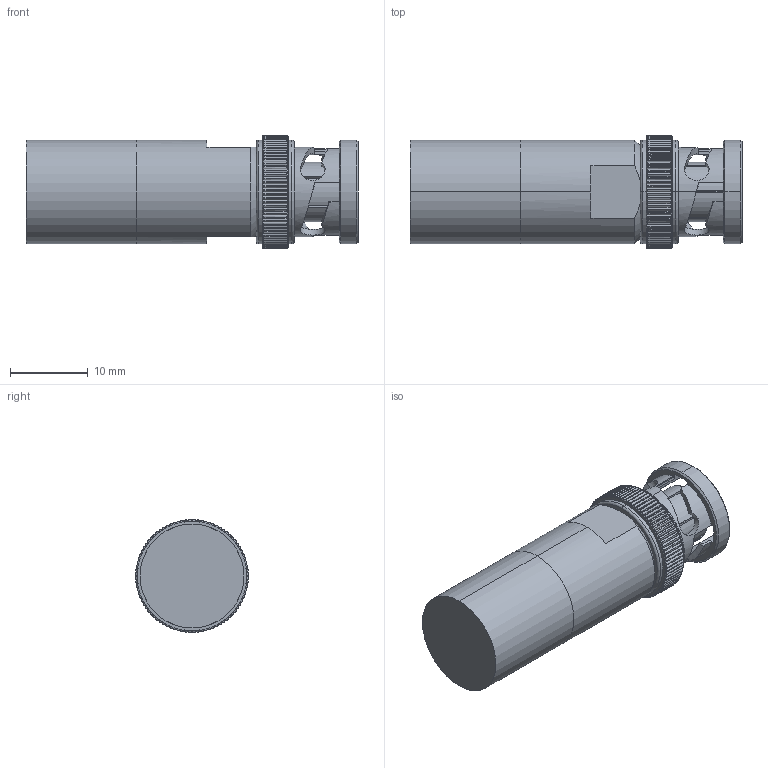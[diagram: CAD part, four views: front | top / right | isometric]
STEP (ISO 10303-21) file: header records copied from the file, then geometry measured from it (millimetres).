
FILE_DESCRIPTION (( 'STEP AP214' ), '1' );
FILE_NAME ('FMTR10-06403-037_3D.step', '2023-09-20T23:31:35', ( '' ), ( '' ), 'SwSTEP 2.0', 'SolidWorks 2022', '' );
FILE_SCHEMA (( 'AUTOMOTIVE_DESIGN' ));
Length unit declared in the file: inch
Products named in the file (4): 10-08030-036-MA1; 10-08030-XXX-MA3; Copy of MSY00002-MA2^FMTR10-06403-037; FMTR10-06403-037_3D
Assembly tree (3 placements, depth 2):
  FMTR10-06403-037_3D
    10-08030-036-MA1
    10-08030-XXX-MA3
    Copy of MSY00002-MA2^FMTR10-06403-037
Bounding box: 42.6 x 14.47 x 14.47 mm (x, y, z)
Volume: 4979.9 mm3; surface area: 4137.4 mm2
Topology: 3 solids, 3 shells, 692 faces, 2001 edges, 1320 vertices
Faces by surface type: cylinder 376, torus 194, plane 76, cone 26, bspline 20
Entity records: 26595 total; most frequent: CARTESIAN_POINT 8376, ORIENTED_EDGE 3998, DIRECTION 3710, EDGE_CURVE 1999, AXIS2_PLACEMENT_3D 1589, VERTEX_POINT 1320, CIRCLE 911, EDGE_LOOP 711
